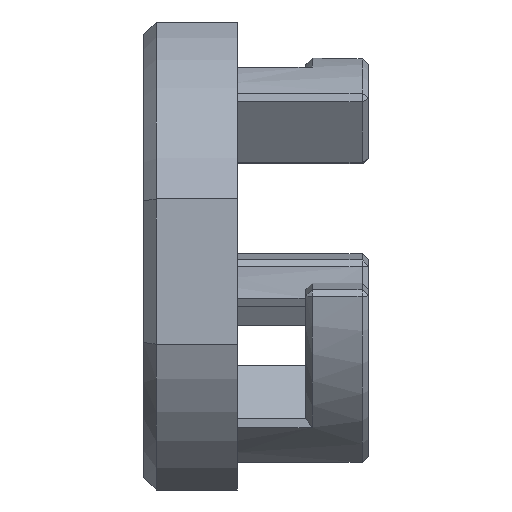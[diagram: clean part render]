
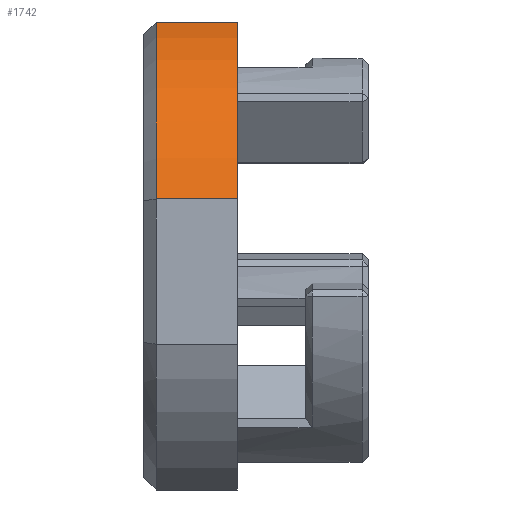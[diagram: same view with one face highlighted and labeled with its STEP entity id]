
A CAD part, left-side view. The second image highlights one B-rep face of the part: STEP entity #1742.
In plain terms, the highlighted cylindrical face has radius 4.166 mm (diameter 8.332 mm), a partial arc.
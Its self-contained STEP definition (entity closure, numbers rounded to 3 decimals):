
#141=CYLINDRICAL_SURFACE('',#1886,4.166);
#174=FACE_OUTER_BOUND('',#293,.T.);
#293=EDGE_LOOP('',(#1293,#1294,#1295,#1296));
#431=LINE('',#2669,#607);
#433=LINE('',#2673,#609);
#607=VECTOR('',#2128,10.);
#609=VECTOR('',#2132,10.);
#753=CIRCLE('',#1872,4.166);
#756=CIRCLE('',#1887,4.166);
#819=VERTEX_POINT('',#2613);
#820=VERTEX_POINT('',#2620);
#830=VERTEX_POINT('',#2668);
#831=VERTEX_POINT('',#2672);
#973=EDGE_CURVE('',#819,#820,#753,.T.);
#994=EDGE_CURVE('',#820,#830,#431,.T.);
#996=EDGE_CURVE('',#819,#831,#433,.T.);
#997=EDGE_CURVE('',#830,#831,#756,.T.);
#1293=ORIENTED_EDGE('',*,*,#973,.F.);
#1294=ORIENTED_EDGE('',*,*,#996,.T.);
#1295=ORIENTED_EDGE('',*,*,#997,.F.);
#1296=ORIENTED_EDGE('',*,*,#994,.F.);
#1742=ADVANCED_FACE('',(#174),#141,.T.);
#1872=AXIS2_PLACEMENT_3D('',#2621,#2084,#2085);
#1886=AXIS2_PLACEMENT_3D('',#2671,#2130,#2131);
#1887=AXIS2_PLACEMENT_3D('',#2674,#2133,#2134);
#2084=DIRECTION('center_axis',(0.,1.,0.));
#2085=DIRECTION('ref_axis',(-0.96,0.,0.279));
#2128=DIRECTION('',(0.,-1.,0.));
#2130=DIRECTION('center_axis',(0.,-1.,0.));
#2131=DIRECTION('ref_axis',(-0.96,0.,0.279));
#2132=DIRECTION('',(0.,-1.,0.));
#2133=DIRECTION('center_axis',(0.,-1.,0.));
#2134=DIRECTION('ref_axis',(-0.96,0.,0.279));
#2613=CARTESIAN_POINT('',(-5.5,1.3,-13.836));
#2620=CARTESIAN_POINT('',(-2.664,1.3,-11.));
#2621=CARTESIAN_POINT('Origin',(-1.5,1.3,-15.));
#2668=CARTESIAN_POINT('',(-2.664,0.,-11.));
#2669=CARTESIAN_POINT('',(-2.664,1.5,-11.));
#2671=CARTESIAN_POINT('Origin',(-1.5,1.5,-15.));
#2672=CARTESIAN_POINT('',(-5.5,0.,-13.836));
#2673=CARTESIAN_POINT('',(-5.5,1.5,-13.836));
#2674=CARTESIAN_POINT('Origin',(-1.5,0.,-15.));
